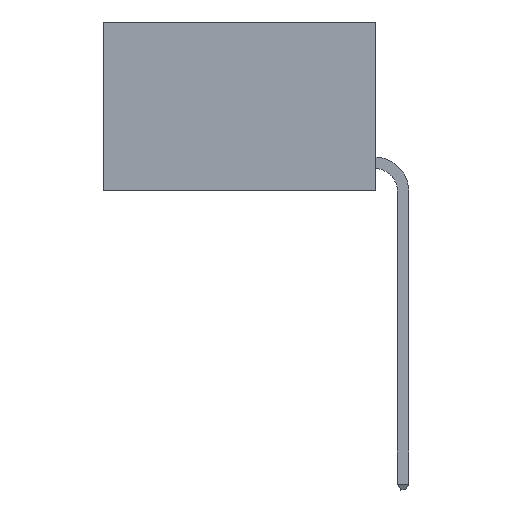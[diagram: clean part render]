
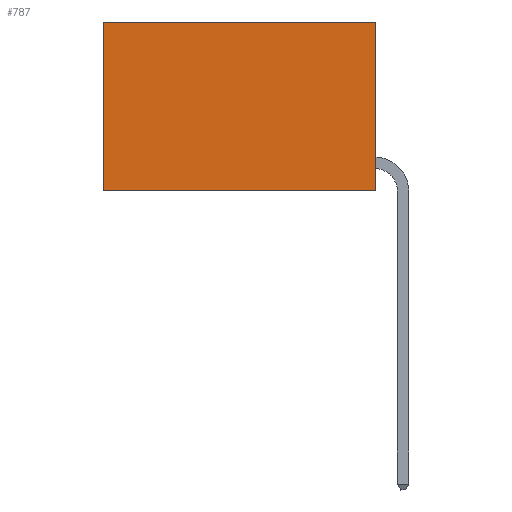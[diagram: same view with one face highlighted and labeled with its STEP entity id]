
A CAD part, left-side view. The second image highlights one B-rep face of the part: STEP entity #787.
In plain terms, the highlighted planar face has unit normal (-1, 0, 0).
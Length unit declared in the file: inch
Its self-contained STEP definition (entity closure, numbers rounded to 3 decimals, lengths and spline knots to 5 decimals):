
#299 = VERTEX_POINT ( 'NONE', #16149 ) ;
#787 = ADVANCED_FACE ( 'NONE', ( #889 ), #15970, .F. ) ;
#889 = FACE_OUTER_BOUND ( 'NONE', #4210, .T. ) ;
#1775 = EDGE_CURVE ( 'NONE', #299, #15586, #9778, .T. ) ;
#2214 = ORIENTED_EDGE ( 'NONE', *, *, #15215, .F. ) ;
#2239 = CARTESIAN_POINT ( 'NONE',  ( 0.2625, 0., 0. ) ) ;
#2439 = ORIENTED_EDGE ( 'NONE', *, *, #13714, .T. ) ;
#2644 = VERTEX_POINT ( 'NONE', #12115 ) ;
#3007 = VECTOR ( 'NONE', #5919, 39.37008 ) ;
#3520 = DIRECTION ( 'NONE',  ( 0., 0., -1. ) ) ;
#3716 = LINE ( 'NONE', #2239, #15309 ) ;
#4041 = LINE ( 'NONE', #12740, #13285 ) ;
#4210 = EDGE_LOOP ( 'NONE', ( #11150, #12415, #2214, #2439 ) ) ;
#4638 = CARTESIAN_POINT ( 'NONE',  ( 0.2625, 0., -0.37 ) ) ;
#5901 = DIRECTION ( 'NONE',  ( 1., 0., 0. ) ) ;
#5919 = DIRECTION ( 'NONE',  ( 0., 0., -1. ) ) ;
#7873 = DIRECTION ( 'NONE',  ( 0., 1., 0. ) ) ;
#8569 = DIRECTION ( 'NONE',  ( 0., 1., 0. ) ) ;
#9778 = LINE ( 'NONE', #10843, #3007 ) ;
#10734 = CARTESIAN_POINT ( 'NONE',  ( 0.2625, 0., 0. ) ) ;
#10843 = CARTESIAN_POINT ( 'NONE',  ( 0.2625, 0.6, 0. ) ) ;
#11150 = ORIENTED_EDGE ( 'NONE', *, *, #1775, .T. ) ;
#11274 = AXIS2_PLACEMENT_3D ( 'NONE', #10734, #5901, #3520 ) ;
#11576 = CARTESIAN_POINT ( 'NONE',  ( 0.2625, 0.6, -0.37 ) ) ;
#12115 = CARTESIAN_POINT ( 'NONE',  ( 0.2625, 0., 0. ) ) ;
#12415 = ORIENTED_EDGE ( 'NONE', *, *, #15675, .F. ) ;
#12740 = CARTESIAN_POINT ( 'NONE',  ( 0.2625, 0., 0. ) ) ;
#12814 = DIRECTION ( 'NONE',  ( 0., 0., -1. ) ) ;
#13285 = VECTOR ( 'NONE', #12814, 39.37008 ) ;
#13714 = EDGE_CURVE ( 'NONE', #2644, #299, #3716, .T. ) ;
#14106 = CARTESIAN_POINT ( 'NONE',  ( 0.2625, 0., -0.37 ) ) ;
#15098 = LINE ( 'NONE', #14106, #15371 ) ;
#15215 = EDGE_CURVE ( 'NONE', #2644, #16095, #4041, .T. ) ;
#15309 = VECTOR ( 'NONE', #8569, 39.37008 ) ;
#15371 = VECTOR ( 'NONE', #7873, 39.37008 ) ;
#15586 = VERTEX_POINT ( 'NONE', #11576 ) ;
#15675 = EDGE_CURVE ( 'NONE', #16095, #15586, #15098, .T. ) ;
#15970 = PLANE ( 'NONE',  #11274 ) ;
#16095 = VERTEX_POINT ( 'NONE', #4638 ) ;
#16149 = CARTESIAN_POINT ( 'NONE',  ( 0.2625, 0.6, 0. ) ) ;
